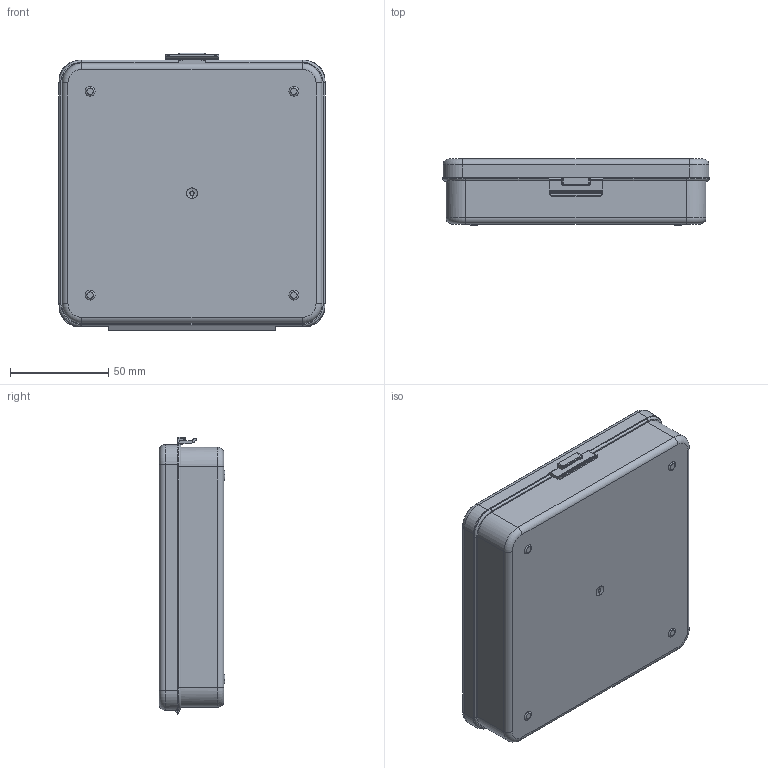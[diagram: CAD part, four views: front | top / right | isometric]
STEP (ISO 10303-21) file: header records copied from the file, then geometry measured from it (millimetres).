
FILE_DESCRIPTION (( 'STEP AP214' ), '1' );
FILE_NAME ('B104 Êîðîáêà ïëàñòèêîâàÿ, ?130x130x30 ìì.STEP', '2020-02-11T13:35:11', ( 'Ïîëüçîâàòåëü Windows' ), ( '' ), 'SwSTEP 2.0', 'SolidWorks 2019', '' );
FILE_SCHEMA (( 'AUTOMOTIVE_DESIGN' ));
Length unit declared in the file: millimetre
Products named in the file (4): B104 Êîðîáêà ïëàñòèêîâàÿ, ?130x130x30 ìì; B104 ч鸗鍆趌00; B104 Êðûøêà_12; B104 澎觐耱黖00
Assembly tree (4 placements, depth 2):
  B104 Êîðîáêà ïëàñòèêîâàÿ, ?130x130x30 ìì
    B104 澎觐耱黖00
    B104 ч鸗鍆趌00  x2
    B104 Êðûøêà_12
Bounding box: 135.2 x 33.35 x 140.95 mm (x, y, z)
Volume: 67953.3 mm3; surface area: 109400.5 mm2
Topology: 12 solids, 12 shells, 307 faces, 747 edges, 472 vertices
Faces by surface type: plane 136, cylinder 117, torus 40, bspline 10, sphere 4
Entity records: 8831 total; most frequent: CARTESIAN_POINT 2229, DIRECTION 1357, ORIENTED_EDGE 1314, EDGE_CURVE 657, AXIS2_PLACEMENT_3D 500, VERTEX_POINT 414, LINE 357, VECTOR 357
